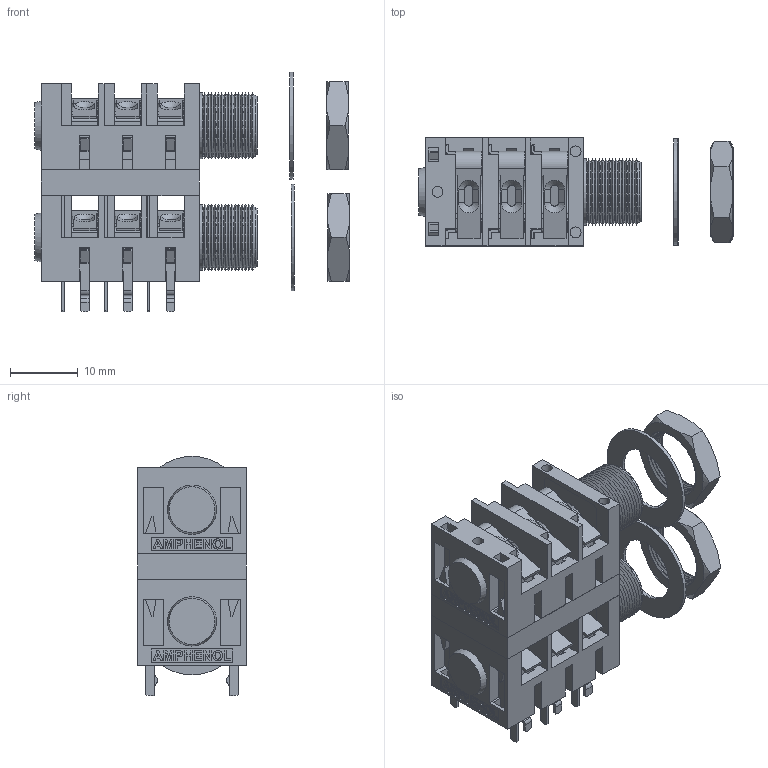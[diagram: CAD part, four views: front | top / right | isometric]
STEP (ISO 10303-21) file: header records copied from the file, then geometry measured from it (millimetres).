
FILE_DESCRIPTION((''),'2;1');
FILE_NAME('ACJS-MHDCM_Shrinkwrap_1.stp','2015-08-06T10:04:56',('minh'),(''),'Autodesk Inventor 2012','Autodesk Inventor 2012','');
FILE_SCHEMA(('AUTOMOTIVE_DESIGN { 1 0 10303 214 1 1 1 1 }'));
Length unit declared in the file: millimetre
Products named in the file (16): ACJS-MHDCM; 50300027331113; PART1_2; 50300026BENDISS2; PART2; 52770011-331; 52170017-331A; 50110008531110; PART1_6; 50300029331113; PART1_7; 50300028BENDISS1; PART2_1; 50300030331115; PART1_8; PART1_9
Assembly tree (27 placements, depth 3):
  ACJS-MHDCM
    50300027331113  x3
      PART1_2
    50300026BENDISS2  x3
      PART2
    52770011-331  x2
    52170017-331A  x2
    50110008531110
      PART1_6
    50300029331113  x3
      PART1_7
    50300028BENDISS1  x3
      PART2_1
    50300030331115  x2
      PART1_8
    PART1_9  x2
Bounding box: 46.66 x 16 x 35.45 mm (x, y, z)
Volume: 7292.1 mm3; surface area: 13591.3 mm2
Topology: 21 solids, 21 shells, 1450 faces, 3910 edges, 2520 vertices
Faces by surface type: plane 1050, cylinder 180, cone 158, bspline 62
Full cylindrical faces by diameter (mm): 1.6 x17, 1.7 x1, 6.45 x2, 6.5 x2, 8.1 x2, 9 x2, 9.6 x2, 9.7 x12, 9.75 x2, 10.4 x14, 15.8 x2
Entity records: 21489 total; most frequent: CARTESIAN_POINT 4142, ORIENTED_EDGE 3512, DIRECTION 3292, EDGE_CURVE 1756, VECTOR 1432, LINE 1432, VERTEX_POINT 1188, AXIS2_PLACEMENT_3D 930
